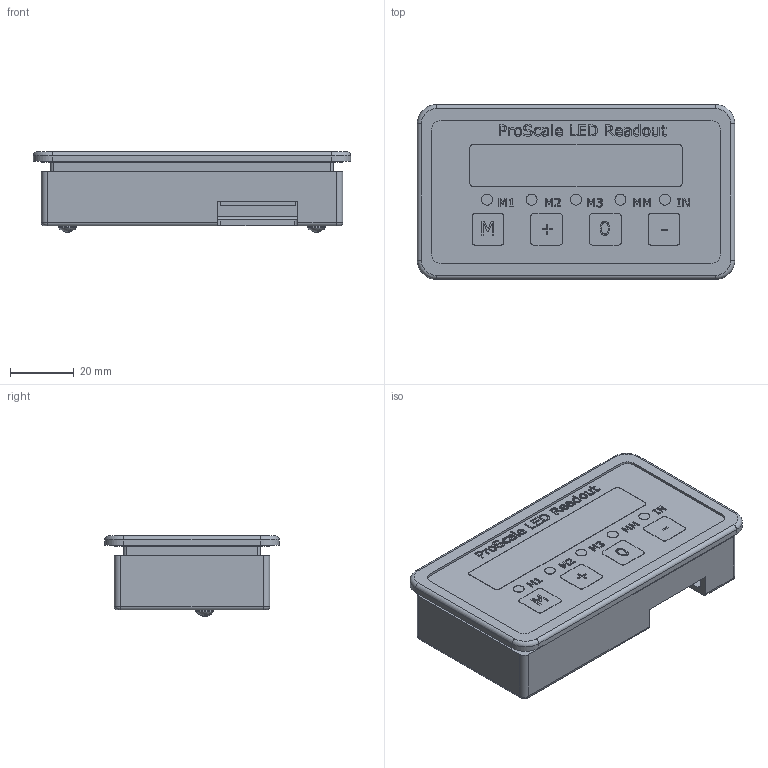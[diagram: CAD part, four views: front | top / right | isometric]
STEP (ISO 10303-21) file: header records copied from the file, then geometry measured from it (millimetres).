
FILE_DESCRIPTION (( 'STEP AP214' ), '1' );
FILE_NAME ('700-1600-091.STEP', '2022-09-14T19:13:41', ( '' ), ( '' ), 'SwSTEP 2.0', 'SolidWorks 2022', '' );
FILE_SCHEMA (( 'AUTOMOTIVE_DESIGN' ));
Length unit declared in the file: inch
Products named in the file (15): 700-1600-091; CUI_DEVICES_TBP02R2-381-06GR_header; Bezel 072222; Label 072222; PCB Assy; Rear Cover 072222; CHIPLED-0805; c-1-338086-6-aa_6p plug; 90272A113_Zinc-Plated Steel Pan Head Phillips Screw_90272A113; 7 Seg LED; PCB; 92395A112_Brass Screw-to-Expand Inserts; c-147873-1-k_tactile switch; Housing 091022; 90190A106_Phillips Rounded Head Screws for Sheet Metal
Assembly tree (32 placements, depth 3):
  700-1600-091
    Housing 091022
    92395A112_Brass Screw-to-Expand Inserts  x2
    PCB Assy
      PCB
      7 Seg LED  x7
      c-147873-1-k_tactile switch  x4
      CHIPLED-0805  x5
      CUI_DEVICES_TBP02R2-381-06GR_header
      c-1-338086-6-aa_6p plug
    90190A106_Phillips Rounded Head Screws for Sheet Metal  x4
    Rear Cover 072222
    Label 072222
    90272A113_Zinc-Plated Steel Pan Head Phillips Screw_90272A113  x2
    Bezel 072222
Bounding box: 100 x 55 x 25.25 mm (x, y, z)
Volume: 45643.6 mm3; surface area: 61185.9 mm2
Topology: 31 solids, 31 shells, 4530 faces, 11125 edges, 6738 vertices
Faces by surface type: bspline 1854, plane 1557, cylinder 937, cone 92, sphere 50, torus 40
Entity records: 145735 total; most frequent: CARTESIAN_POINT 82580, ORIENTED_EDGE 13674, DIRECTION 8236, EDGE_CURVE 6837, VERTEX_POINT 4214, VECTOR 3318, LINE 3318, EDGE_LOOP 2931
